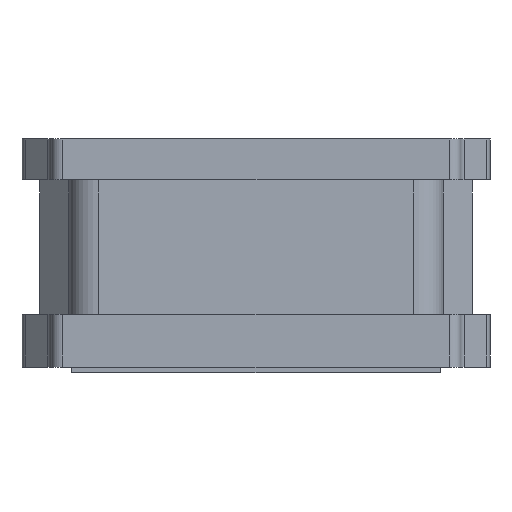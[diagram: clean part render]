
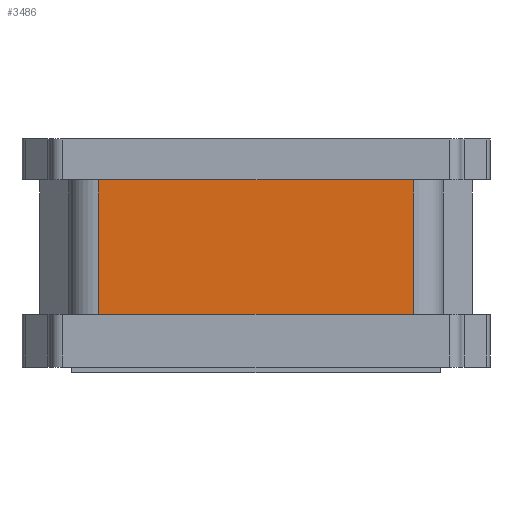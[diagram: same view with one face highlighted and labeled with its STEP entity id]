
A CAD part, front view. The second image highlights one B-rep face of the part: STEP entity #3486.
In plain terms, the highlighted planar face has unit normal (0, -1, 0).
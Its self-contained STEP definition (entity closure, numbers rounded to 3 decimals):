
#110 = EDGE_CURVE ( 'NONE', #2453, #2675, #1894, .T. ) ;
#183 = ORIENTED_EDGE ( 'NONE', *, *, #3335, .T. ) ;
#247 = VECTOR ( 'NONE', #417, 1000. ) ;
#386 = ORIENTED_EDGE ( 'NONE', *, *, #698, .F. ) ;
#417 = DIRECTION ( 'NONE',  ( 0., 0., 1. ) ) ;
#438 = EDGE_CURVE ( 'NONE', #2675, #528, #652, .T. ) ;
#489 = DIRECTION ( 'NONE',  ( 1., 0., 0. ) ) ;
#528 = VERTEX_POINT ( 'NONE', #1321 ) ;
#543 = EDGE_LOOP ( 'NONE', ( #386, #1852, #1301, #183 ) ) ;
#608 = VECTOR ( 'NONE', #489, 1000. ) ;
#652 = LINE ( 'NONE', #935, #1689 ) ;
#698 = EDGE_CURVE ( 'NONE', #2453, #2974, #1294, .T. ) ;
#935 = CARTESIAN_POINT ( 'NONE',  ( -3.2, -3.7, 1. ) ) ;
#972 = LINE ( 'NONE', #2570, #247 ) ;
#1185 = CARTESIAN_POINT ( 'NONE',  ( -2.7, -3.7, 3.3 ) ) ;
#1223 = CARTESIAN_POINT ( 'NONE',  ( -2.7, -3.7, 1. ) ) ;
#1294 = LINE ( 'NONE', #2686, #608 ) ;
#1301 = ORIENTED_EDGE ( 'NONE', *, *, #438, .T. ) ;
#1321 = CARTESIAN_POINT ( 'NONE',  ( 2.7, -3.7, 1. ) ) ;
#1689 = VECTOR ( 'NONE', #2577, 1000. ) ;
#1852 = ORIENTED_EDGE ( 'NONE', *, *, #110, .T. ) ;
#1894 = LINE ( 'NONE', #2146, #2541 ) ;
#2103 = CARTESIAN_POINT ( 'NONE',  ( -3.2, -3.7, 3.3 ) ) ;
#2142 = CARTESIAN_POINT ( 'NONE',  ( 2.7, -3.7, 3.3 ) ) ;
#2146 = CARTESIAN_POINT ( 'NONE',  ( -2.7, -3.7, 3.3 ) ) ;
#2398 = DIRECTION ( 'NONE',  ( 0., 0., 1. ) ) ;
#2453 = VERTEX_POINT ( 'NONE', #1185 ) ;
#2541 = VECTOR ( 'NONE', #3502, 1000. ) ;
#2570 = CARTESIAN_POINT ( 'NONE',  ( 2.7, -3.7, 3.3 ) ) ;
#2577 = DIRECTION ( 'NONE',  ( 1., 0., 0. ) ) ;
#2662 = PLANE ( 'NONE',  #3030 ) ;
#2675 = VERTEX_POINT ( 'NONE', #1223 ) ;
#2686 = CARTESIAN_POINT ( 'NONE',  ( -3.2, -3.7, 3.3 ) ) ;
#2974 = VERTEX_POINT ( 'NONE', #2142 ) ;
#3030 = AXIS2_PLACEMENT_3D ( 'NONE', #2103, #3199, #2398 ) ;
#3199 = DIRECTION ( 'NONE',  ( 0., 1., 0. ) ) ;
#3335 = EDGE_CURVE ( 'NONE', #528, #2974, #972, .T. ) ;
#3486 = ADVANCED_FACE ( 'NONE', ( #3503 ), #2662, .F. ) ;
#3502 = DIRECTION ( 'NONE',  ( 0., 0., -1. ) ) ;
#3503 = FACE_OUTER_BOUND ( 'NONE', #543, .T. ) ;
